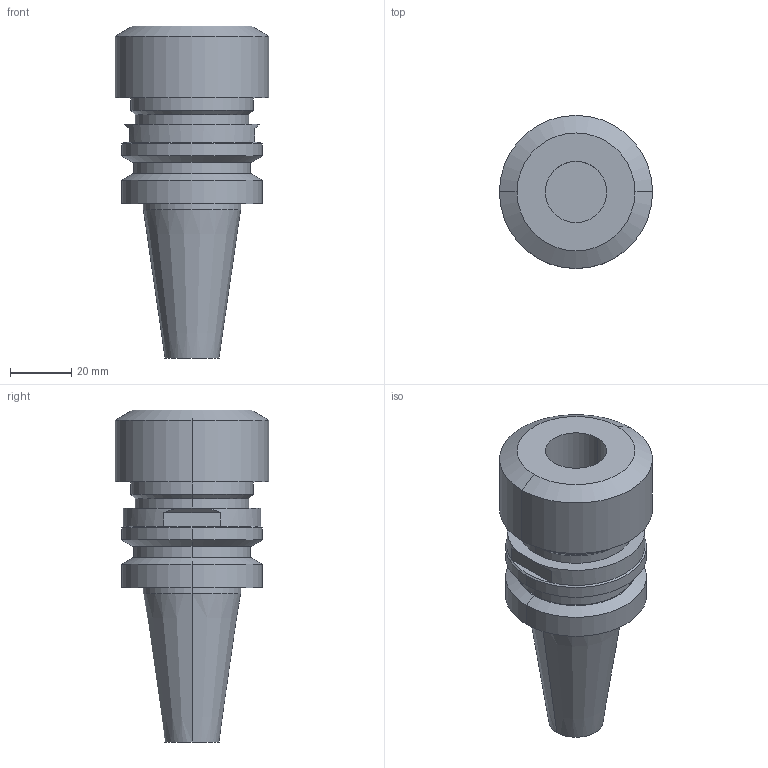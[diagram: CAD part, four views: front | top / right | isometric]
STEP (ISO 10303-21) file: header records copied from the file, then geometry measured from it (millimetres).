
FILE_DESCRIPTION (( 'STEP AP203' ), '1' );
FILE_NAME ('STP-16121-N.STEP', '2018-12-25T03:23:41', ( '' ), ( '' ), 'SwSTEP 2.0', 'SolidWorks 2017', '' );
FILE_SCHEMA (( 'CONFIG_CONTROL_DESIGN' ));
Length unit declared in the file: millimetre
Products named in the file (1): STP-16121-N
Bounding box: 50 x 50 x 108.4 mm (x, y, z)
Volume: 102950.4 mm3; surface area: 21023.9 mm2
Topology: 1 solids, 1 shells, 60 faces, 124 edges, 75 vertices
Faces by surface type: cylinder 28, plane 18, cone 14
Entity records: 1659 total; most frequent: DIRECTION 308, CARTESIAN_POINT 270, ORIENTED_EDGE 244, AXIS2_PLACEMENT_3D 129, EDGE_CURVE 122, VERTEX_POINT 75, EDGE_LOOP 71, CIRCLE 68
